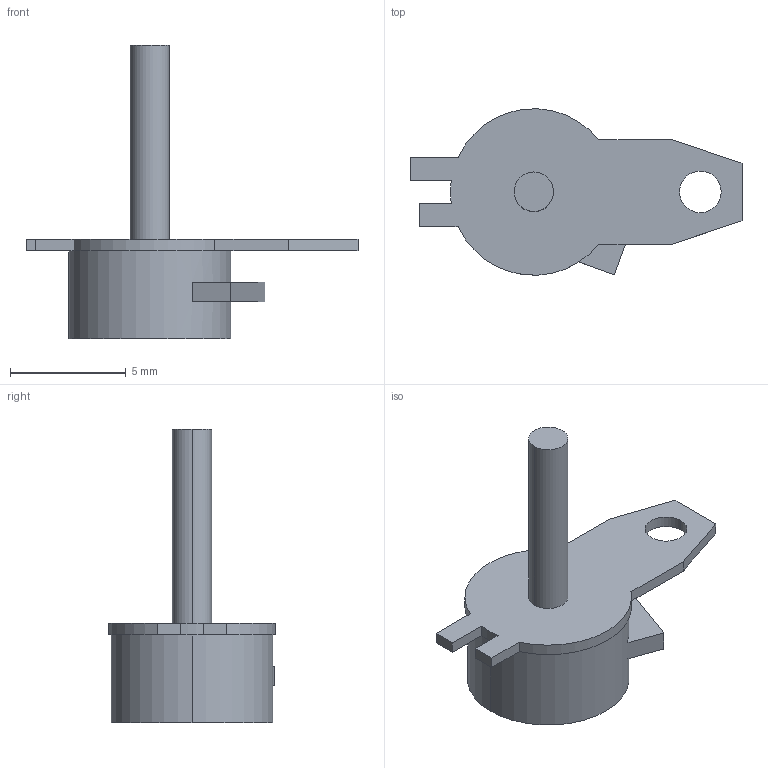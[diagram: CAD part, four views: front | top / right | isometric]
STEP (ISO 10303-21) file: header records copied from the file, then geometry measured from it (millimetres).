
FILE_DESCRIPTION (( 'STEP AP214' ), '1' );
FILE_NAME ('StepMotor_MDSW020B41.STEP', '2019-11-18T18:22:09', ( 'Elessar' ), ( '' ), 'SwSTEP 2.0', 'SolidWorks 2018', '' );
FILE_SCHEMA (( 'AUTOMOTIVE_DESIGN' ));
Length unit declared in the file: millimetre
Products named in the file (1): StepMotor_MDSW020B41
Bounding box: 14.35 x 7.19 x 12.7 mm (x, y, z)
Volume: 201.9 mm3; surface area: 292.7 mm2
Topology: 1 solids, 1 shells, 29 faces, 75 edges, 50 vertices
Faces by surface type: plane 20, cylinder 9
Entity records: 929 total; most frequent: DIRECTION 157, CARTESIAN_POINT 155, ORIENTED_EDGE 150, EDGE_CURVE 75, LINE 53, VECTOR 53, AXIS2_PLACEMENT_3D 52, VERTEX_POINT 50
